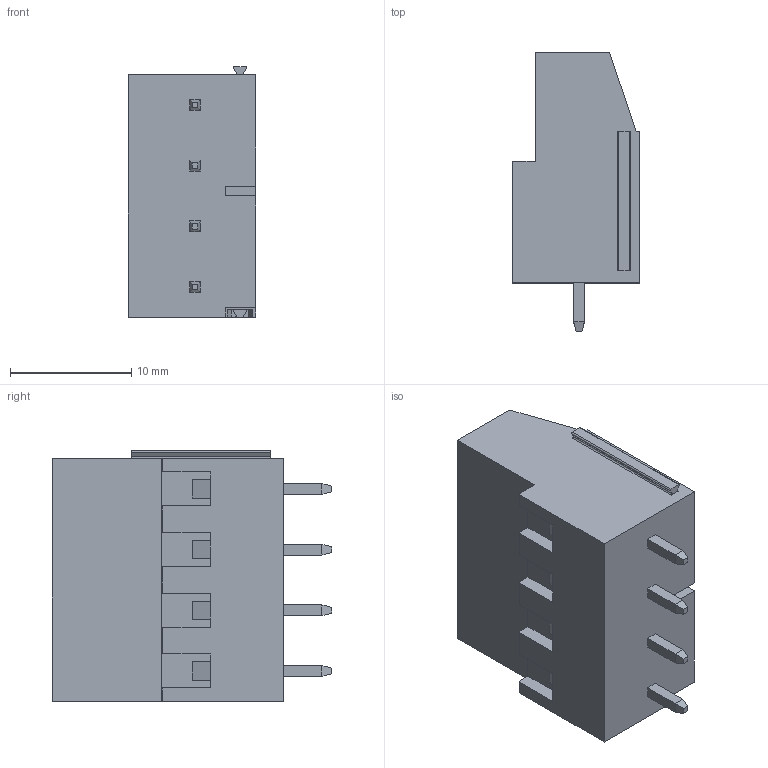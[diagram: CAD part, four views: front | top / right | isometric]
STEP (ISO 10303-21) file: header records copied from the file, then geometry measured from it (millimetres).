
FILE_DESCRIPTION((''),'2;1');
FILE_NAME('AK700_4_50_V.stp','2010-07-01T13:02:47',('svogel'),(''),'Autodesk Inventor 11','Autodesk Inventor 11','');
FILE_SCHEMA(('AUTOMOTIVE_DESIGN { 1 0 10303 214 1 1 1 1 }'));
Length unit declared in the file: millimetre
Products named in the file (1): AK700_V
Bounding box: 10.5 x 23 x 20.65 mm (x, y, z)
Volume: 2967.2 mm3; surface area: 2297 mm2
Topology: 1 solids, 1 shells, 224 faces, 554 edges, 355 vertices
Faces by surface type: plane 174, cylinder 31, bspline 12, cone 7
Full cylindrical faces by diameter (mm): 1 x3, 1.2 x3, 3.7 x4, 4 x4
Entity records: 6965 total; most frequent: CARTESIAN_POINT 1805, ORIENTED_EDGE 1050, DIRECTION 1012, EDGE_CURVE 525, VECTOR 400, LINE 400, VERTEX_POINT 351, AXIS2_PLACEMENT_3D 306
